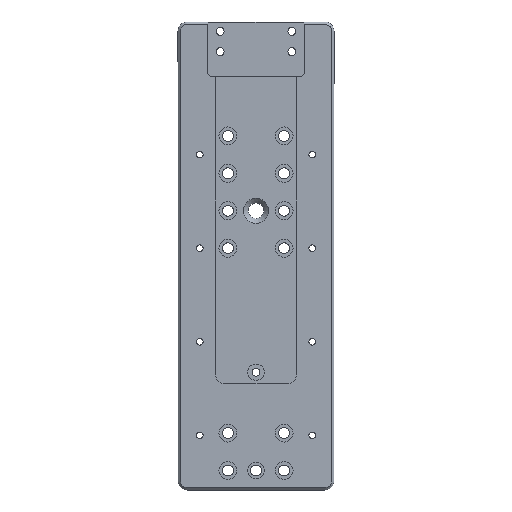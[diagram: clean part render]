
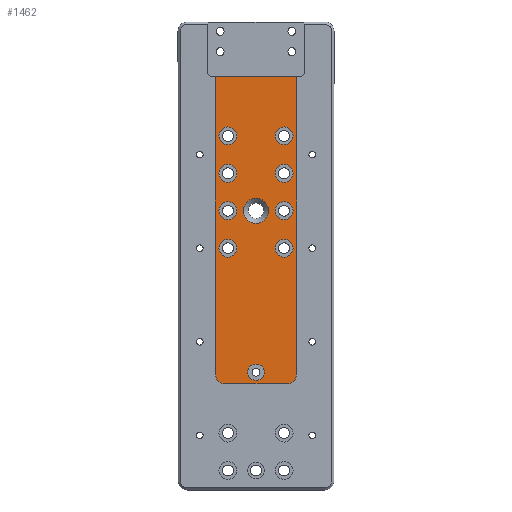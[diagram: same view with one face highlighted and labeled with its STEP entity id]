
A CAD part, front view. The second image highlights one B-rep face of the part: STEP entity #1462.
In plain terms, the highlighted planar face has unit normal (0, -1, 0).
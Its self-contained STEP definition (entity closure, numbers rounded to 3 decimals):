
#56=FACE_BOUND('',#249,.T.);
#57=FACE_BOUND('',#250,.T.);
#58=FACE_BOUND('',#251,.T.);
#59=FACE_BOUND('',#252,.T.);
#60=FACE_BOUND('',#253,.T.);
#61=FACE_BOUND('',#254,.T.);
#62=FACE_BOUND('',#255,.T.);
#63=FACE_BOUND('',#256,.T.);
#64=FACE_BOUND('',#257,.T.);
#65=FACE_BOUND('',#258,.T.);
#98=PLANE('',#1597);
#133=FACE_OUTER_BOUND('',#248,.T.);
#248=EDGE_LOOP('',(#1046,#1047,#1048,#1049,#1050,#1051));
#249=EDGE_LOOP('',(#1052));
#250=EDGE_LOOP('',(#1053));
#251=EDGE_LOOP('',(#1054));
#252=EDGE_LOOP('',(#1055));
#253=EDGE_LOOP('',(#1056));
#254=EDGE_LOOP('',(#1057));
#255=EDGE_LOOP('',(#1058));
#256=EDGE_LOOP('',(#1059));
#257=EDGE_LOOP('',(#1060));
#258=EDGE_LOOP('',(#1061));
#377=LINE('',#2298,#474);
#378=LINE('',#2300,#475);
#379=LINE('',#2302,#476);
#380=LINE('',#2305,#477);
#474=VECTOR('',#1831,10.);
#475=VECTOR('',#1832,10.);
#476=VECTOR('',#1833,10.);
#477=VECTOR('',#1836,10.);
#565=CIRCLE('',#1560,5.25);
#599=CIRCLE('',#1598,6.);
#600=CIRCLE('',#1599,6.);
#601=CIRCLE('',#1600,8.);
#602=CIRCLE('',#1601,5.75);
#603=CIRCLE('',#1602,5.75);
#604=CIRCLE('',#1603,5.75);
#605=CIRCLE('',#1604,5.75);
#606=CIRCLE('',#1605,5.75);
#607=CIRCLE('',#1606,5.75);
#608=CIRCLE('',#1607,5.75);
#609=CIRCLE('',#1608,5.75);
#664=VERTEX_POINT('',#2212);
#702=VERTEX_POINT('',#2294);
#703=VERTEX_POINT('',#2295);
#704=VERTEX_POINT('',#2297);
#705=VERTEX_POINT('',#2299);
#706=VERTEX_POINT('',#2301);
#707=VERTEX_POINT('',#2303);
#708=VERTEX_POINT('',#2306);
#709=VERTEX_POINT('',#2308);
#710=VERTEX_POINT('',#2310);
#711=VERTEX_POINT('',#2312);
#712=VERTEX_POINT('',#2314);
#713=VERTEX_POINT('',#2316);
#714=VERTEX_POINT('',#2318);
#715=VERTEX_POINT('',#2320);
#716=VERTEX_POINT('',#2322);
#797=EDGE_CURVE('',#664,#664,#565,.T.);
#837=EDGE_CURVE('',#702,#703,#599,.T.);
#838=EDGE_CURVE('',#704,#703,#377,.T.);
#839=EDGE_CURVE('',#705,#704,#378,.T.);
#840=EDGE_CURVE('',#706,#705,#379,.T.);
#841=EDGE_CURVE('',#706,#707,#600,.T.);
#842=EDGE_CURVE('',#707,#702,#380,.T.);
#843=EDGE_CURVE('',#708,#708,#601,.T.);
#844=EDGE_CURVE('',#709,#709,#602,.T.);
#845=EDGE_CURVE('',#710,#710,#603,.T.);
#846=EDGE_CURVE('',#711,#711,#604,.T.);
#847=EDGE_CURVE('',#712,#712,#605,.T.);
#848=EDGE_CURVE('',#713,#713,#606,.T.);
#849=EDGE_CURVE('',#714,#714,#607,.T.);
#850=EDGE_CURVE('',#715,#715,#608,.T.);
#851=EDGE_CURVE('',#716,#716,#609,.T.);
#1046=ORIENTED_EDGE('',*,*,#837,.T.);
#1047=ORIENTED_EDGE('',*,*,#838,.F.);
#1048=ORIENTED_EDGE('',*,*,#839,.F.);
#1049=ORIENTED_EDGE('',*,*,#840,.F.);
#1050=ORIENTED_EDGE('',*,*,#841,.T.);
#1051=ORIENTED_EDGE('',*,*,#842,.T.);
#1052=ORIENTED_EDGE('',*,*,#843,.F.);
#1053=ORIENTED_EDGE('',*,*,#844,.F.);
#1054=ORIENTED_EDGE('',*,*,#845,.F.);
#1055=ORIENTED_EDGE('',*,*,#846,.F.);
#1056=ORIENTED_EDGE('',*,*,#847,.F.);
#1057=ORIENTED_EDGE('',*,*,#848,.F.);
#1058=ORIENTED_EDGE('',*,*,#849,.F.);
#1059=ORIENTED_EDGE('',*,*,#850,.F.);
#1060=ORIENTED_EDGE('',*,*,#851,.F.);
#1061=ORIENTED_EDGE('',*,*,#797,.F.);
#1462=ADVANCED_FACE('',(#133,#56,#57,#58,#59,#60,#61,#62,#63,#64,#65),#98,
 .F.);
#1560=AXIS2_PLACEMENT_3D('',#2213,#1747,#1748);
#1597=AXIS2_PLACEMENT_3D('',#2293,#1827,#1828);
#1598=AXIS2_PLACEMENT_3D('',#2296,#1829,#1830);
#1599=AXIS2_PLACEMENT_3D('',#2304,#1834,#1835);
#1600=AXIS2_PLACEMENT_3D('',#2307,#1837,#1838);
#1601=AXIS2_PLACEMENT_3D('',#2309,#1839,#1840);
#1602=AXIS2_PLACEMENT_3D('',#2311,#1841,#1842);
#1603=AXIS2_PLACEMENT_3D('',#2313,#1843,#1844);
#1604=AXIS2_PLACEMENT_3D('',#2315,#1845,#1846);
#1605=AXIS2_PLACEMENT_3D('',#2317,#1847,#1848);
#1606=AXIS2_PLACEMENT_3D('',#2319,#1849,#1850);
#1607=AXIS2_PLACEMENT_3D('',#2321,#1851,#1852);
#1608=AXIS2_PLACEMENT_3D('',#2323,#1853,#1854);
#1747=DIRECTION('center_axis',(0.,-1.,0.));
#1748=DIRECTION('ref_axis',(1.,0.,0.));
#1827=DIRECTION('center_axis',(0.,1.,0.));
#1828=DIRECTION('ref_axis',(1.,0.,0.));
#1829=DIRECTION('center_axis',(0.,-1.,0.));
#1830=DIRECTION('ref_axis',(0.707,0.,-0.707));
#1831=DIRECTION('',(0.,0.,-1.));
#1832=DIRECTION('',(1.,0.,0.));
#1833=DIRECTION('',(0.,0.,1.));
#1834=DIRECTION('center_axis',(0.,-1.,0.));
#1835=DIRECTION('ref_axis',(-0.707,0.,-0.707));
#1836=DIRECTION('',(1.,0.,0.));
#1837=DIRECTION('center_axis',(0.,-1.,0.));
#1838=DIRECTION('ref_axis',(1.,0.,0.));
#1839=DIRECTION('center_axis',(0.,-1.,0.));
#1840=DIRECTION('ref_axis',(1.,0.,0.));
#1841=DIRECTION('center_axis',(0.,-1.,0.));
#1842=DIRECTION('ref_axis',(1.,0.,0.));
#1843=DIRECTION('center_axis',(0.,-1.,0.));
#1844=DIRECTION('ref_axis',(1.,0.,0.));
#1845=DIRECTION('center_axis',(0.,-1.,0.));
#1846=DIRECTION('ref_axis',(1.,0.,0.));
#1847=DIRECTION('center_axis',(0.,-1.,0.));
#1848=DIRECTION('ref_axis',(1.,0.,0.));
#1849=DIRECTION('center_axis',(0.,-1.,0.));
#1850=DIRECTION('ref_axis',(1.,0.,0.));
#1851=DIRECTION('center_axis',(0.,-1.,0.));
#1852=DIRECTION('ref_axis',(1.,0.,0.));
#1853=DIRECTION('center_axis',(0.,-1.,0.));
#1854=DIRECTION('ref_axis',(1.,0.,0.));
#2212=CARTESIAN_POINT('',(-5.25,1.,-29.5));
#2213=CARTESIAN_POINT('Origin',(0.,1.,-29.5));
#2293=CARTESIAN_POINT('Origin',(0.,1.,27.));
#2294=CARTESIAN_POINT('',(20.,1.,-37.));
#2295=CARTESIAN_POINT('',(26.,1.,-31.));
#2296=CARTESIAN_POINT('Origin',(20.,1.,-31.));
#2297=CARTESIAN_POINT('',(26.,1.,160.));
#2298=CARTESIAN_POINT('',(26.,1.,159.));
#2299=CARTESIAN_POINT('',(-26.,1.,160.));
#2300=CARTESIAN_POINT('',(15.5,1.,160.));
#2301=CARTESIAN_POINT('',(-26.,1.,-31.));
#2302=CARTESIAN_POINT('',(-26.,1.,159.));
#2303=CARTESIAN_POINT('',(-20.,1.,-37.));
#2304=CARTESIAN_POINT('Origin',(-20.,1.,-31.));
#2305=CARTESIAN_POINT('',(13.,1.,-37.));
#2306=CARTESIAN_POINT('',(-8.,1.,74.));
#2307=CARTESIAN_POINT('Origin',(0.,1.,74.));
#2308=CARTESIAN_POINT('',(12.25,1.,74.));
#2309=CARTESIAN_POINT('Origin',(18.,1.,74.));
#2310=CARTESIAN_POINT('',(-23.75,1.,74.));
#2311=CARTESIAN_POINT('Origin',(-18.,1.,74.));
#2312=CARTESIAN_POINT('',(12.25,1.,50.));
#2313=CARTESIAN_POINT('Origin',(18.,1.,50.));
#2314=CARTESIAN_POINT('',(12.25,1.,98.));
#2315=CARTESIAN_POINT('Origin',(18.,1.,98.));
#2316=CARTESIAN_POINT('',(12.25,1.,122.));
#2317=CARTESIAN_POINT('Origin',(18.,1.,122.));
#2318=CARTESIAN_POINT('',(-23.75,1.,50.));
#2319=CARTESIAN_POINT('Origin',(-18.,1.,50.));
#2320=CARTESIAN_POINT('',(-23.75,1.,98.));
#2321=CARTESIAN_POINT('Origin',(-18.,1.,98.));
#2322=CARTESIAN_POINT('',(-23.75,1.,122.));
#2323=CARTESIAN_POINT('Origin',(-18.,1.,122.));
